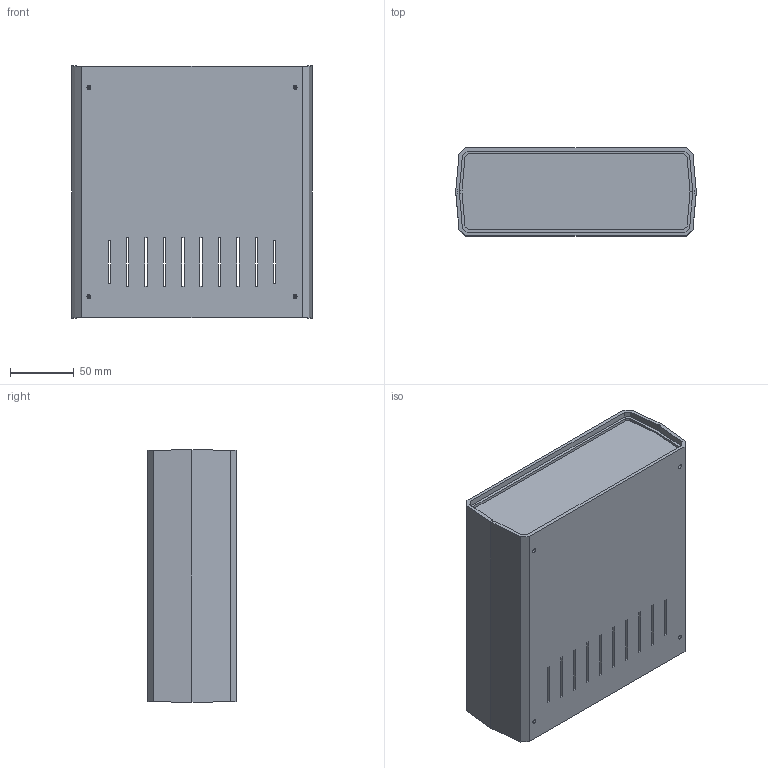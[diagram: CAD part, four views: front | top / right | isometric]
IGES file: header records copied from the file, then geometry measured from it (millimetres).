
Start section: SolidWorks IGES file using analytic representation for surfaces
Global section: file name: Z-1W.IGS; native system: SolidWorks 2009; preprocessor: SolidWorks 2009; author: uki; date: 120618.222052; units: millimetre
Bounding box: 188.5 x 69 x 198 mm (x, y, z)
Surface area: 262998.3 mm2 (no closed solid volume)
Topology: 0 solids, 0 shells, 472 faces, 5128 edges, 5128 vertices
Faces by surface type: bspline 368, revolution 104
